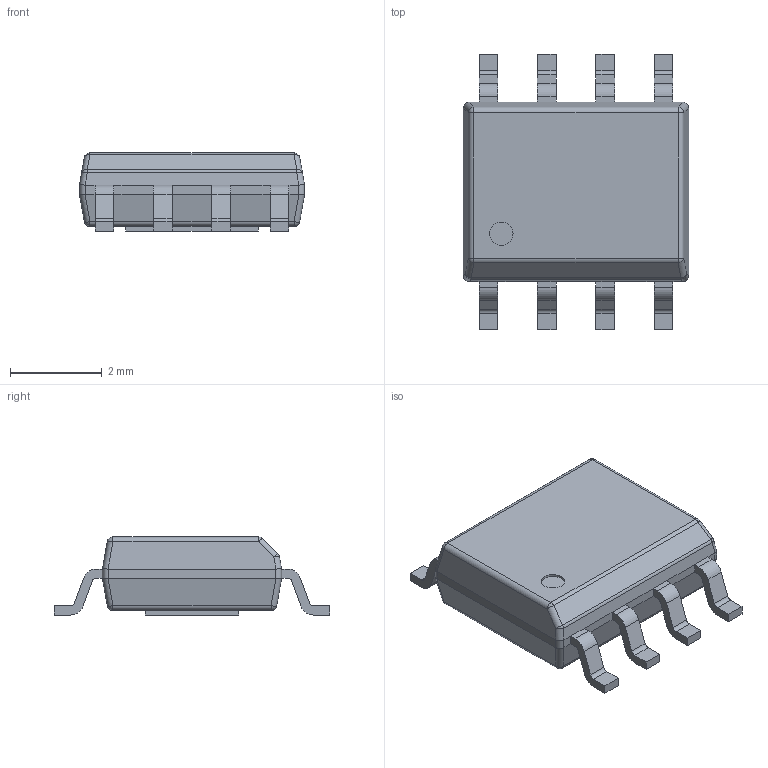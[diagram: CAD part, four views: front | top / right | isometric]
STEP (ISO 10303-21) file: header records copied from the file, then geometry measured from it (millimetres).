
FILE_DESCRIPTION (( 'STEP AP214' ), '1' );
FILE_NAME ('錨璃39.STEP', '2025-12-23T05:52:40', ( '' ), ( '' ), 'SwSTEP 2.0', 'SolidWorks 2021', '' );
FILE_SCHEMA (( 'AUTOMOTIVE_DESIGN' ));
Length unit declared in the file: millimetre
Products named in the file (1): 錨璃39
Bounding box: 4.9 x 6 x 1.7 mm (x, y, z)
Volume: 30.3 mm3; surface area: 75.6 mm2
Topology: 1 solids, 1 shells, 168 faces, 430 edges, 266 vertices
Faces by surface type: plane 101, cylinder 57, sphere 10
Entity records: 6878 total; most frequent: CARTESIAN_POINT 937, ORIENTED_EDGE 860, DIRECTION 842, EDGE_CURVE 430, LINE 308, VECTOR 308, AXIS2_PLACEMENT_3D 267, VERTEX_POINT 266
